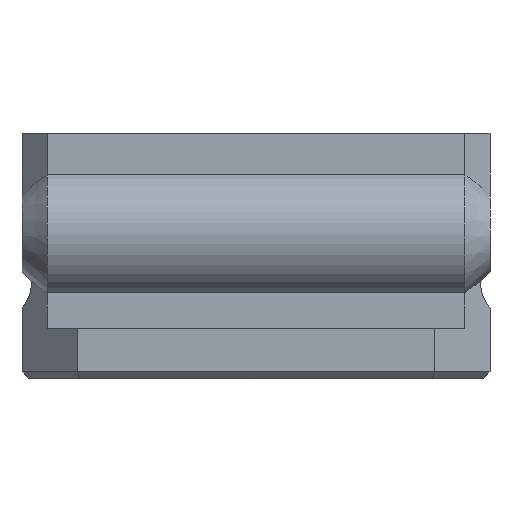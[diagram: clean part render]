
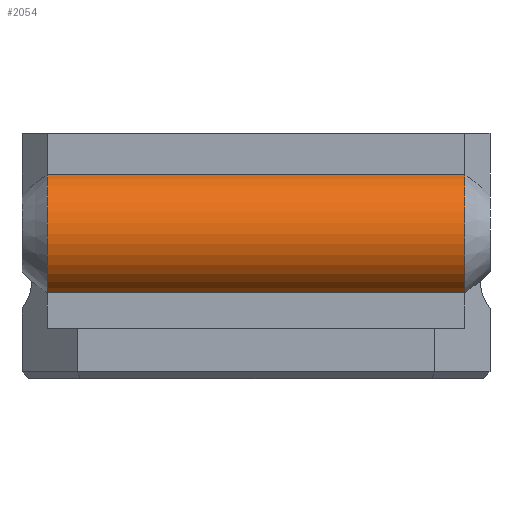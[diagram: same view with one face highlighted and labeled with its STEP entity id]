
A CAD part, left-side view. The second image highlights one B-rep face of the part: STEP entity #2054.
In plain terms, the highlighted cylindrical face has radius 3.8 mm (diameter 7.6 mm), a partial arc.
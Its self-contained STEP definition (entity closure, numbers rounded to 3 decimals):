
#83=CYLINDRICAL_SURFACE('',#2248,3.8);
#116=CIRCLE('',#2172,3.8);
#138=CIRCLE('',#2249,3.8);
#235=FACE_OUTER_BOUND('',#352,.T.);
#352=EDGE_LOOP('',(#1743,#1744,#1745,#1746));
#561=LINE('',#3741,#747);
#563=LINE('',#3745,#749);
#747=VECTOR('',#2747,10.);
#749=VECTOR('',#2751,10.);
#857=VERTEX_POINT('',#3435);
#875=VERTEX_POINT('',#3503);
#943=VERTEX_POINT('',#3740);
#944=VERTEX_POINT('',#3744);
#1109=EDGE_CURVE('',#875,#857,#116,.T.);
#1220=EDGE_CURVE('',#875,#943,#561,.F.);
#1222=EDGE_CURVE('',#857,#944,#563,.F.);
#1223=EDGE_CURVE('',#943,#944,#138,.T.);
#1743=ORIENTED_EDGE('',*,*,#1222,.T.);
#1744=ORIENTED_EDGE('',*,*,#1223,.F.);
#1745=ORIENTED_EDGE('',*,*,#1220,.F.);
#1746=ORIENTED_EDGE('',*,*,#1109,.T.);
#2054=ADVANCED_FACE('',(#235),#83,.T.);
#2172=AXIS2_PLACEMENT_3D('',#3504,#2525,#2526);
#2248=AXIS2_PLACEMENT_3D('',#3743,#2749,#2750);
#2249=AXIS2_PLACEMENT_3D('',#3746,#2752,#2753);
#2525=DIRECTION('center_axis',(0.,-1.,0.));
#2526=DIRECTION('ref_axis',(-1.,0.,0.));
#2747=DIRECTION('',(0.,1.,0.));
#2749=DIRECTION('center_axis',(0.,-1.,0.));
#2750=DIRECTION('ref_axis',(-1.,0.,0.));
#2751=DIRECTION('',(0.,1.,0.));
#2752=DIRECTION('center_axis',(0.,-1.,0.));
#2753=DIRECTION('ref_axis',(-1.,0.,0.));
#3435=CARTESIAN_POINT('',(3.6,95.75,6.467));
#3503=CARTESIAN_POINT('',(3.6,95.75,13.533));
#3504=CARTESIAN_POINT('Origin',(5.,95.75,10.));
#3740=CARTESIAN_POINT('',(3.6,70.75,13.533));
#3741=CARTESIAN_POINT('',(3.6,105.25,13.533));
#3743=CARTESIAN_POINT('Origin',(5.,105.25,10.));
#3744=CARTESIAN_POINT('',(3.6,70.75,6.467));
#3745=CARTESIAN_POINT('',(3.6,105.25,6.467));
#3746=CARTESIAN_POINT('Origin',(5.,70.75,10.));
